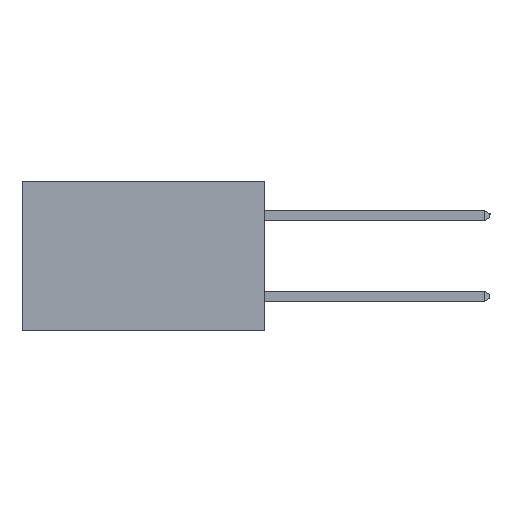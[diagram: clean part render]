
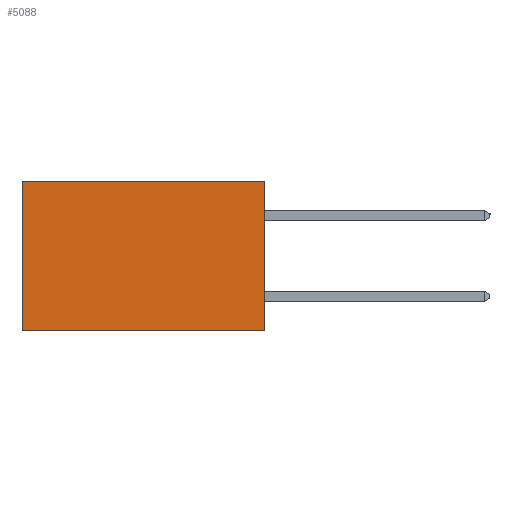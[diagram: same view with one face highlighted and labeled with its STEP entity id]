
A CAD part, left-side view. The second image highlights one B-rep face of the part: STEP entity #5088.
In plain terms, the highlighted planar face has unit normal (-1, 0, 0).
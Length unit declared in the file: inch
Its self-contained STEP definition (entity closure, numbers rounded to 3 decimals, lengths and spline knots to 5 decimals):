
#497 = DIRECTION ( 'NONE',  ( 0., 0., -1. ) ) ;
#528 = EDGE_CURVE ( 'NONE', #9525, #2493, #13698, .T. ) ;
#600 = EDGE_CURVE ( 'NONE', #11549, #1315, #14531, .T. ) ;
#1315 = VERTEX_POINT ( 'NONE', #10914 ) ;
#1529 = EDGE_CURVE ( 'NONE', #1315, #2493, #11132, .T. ) ;
#2065 = LINE ( 'NONE', #14226, #12261 ) ;
#2277 = DIRECTION ( 'NONE',  ( 0., 1., 0. ) ) ;
#2493 = VERTEX_POINT ( 'NONE', #2934 ) ;
#2854 = EDGE_LOOP ( 'NONE', ( #13729, #4075, #4644, #9144 ) ) ;
#2934 = CARTESIAN_POINT ( 'NONE',  ( 0.298, 0.6, -0.37 ) ) ;
#3954 = FACE_OUTER_BOUND ( 'NONE', #2854, .T. ) ;
#4075 = ORIENTED_EDGE ( 'NONE', *, *, #528, .F. ) ;
#4105 = VECTOR ( 'NONE', #2277, 39.37008 ) ;
#4644 = ORIENTED_EDGE ( 'NONE', *, *, #13462, .F. ) ;
#5088 = ADVANCED_FACE ( 'NONE', ( #3954 ), #14621, .F. ) ;
#5467 = DIRECTION ( 'NONE',  ( 0., 1., 0. ) ) ;
#9144 = ORIENTED_EDGE ( 'NONE', *, *, #600, .T. ) ;
#9361 = CARTESIAN_POINT ( 'NONE',  ( 0.298, 0., 0. ) ) ;
#9525 = VERTEX_POINT ( 'NONE', #12340 ) ;
#10751 = VECTOR ( 'NONE', #14814, 39.37008 ) ;
#10757 = DIRECTION ( 'NONE',  ( 0., 0., -1. ) ) ;
#10914 = CARTESIAN_POINT ( 'NONE',  ( 0.298, 0.6, 0. ) ) ;
#11132 = LINE ( 'NONE', #12988, #10751 ) ;
#11544 = VECTOR ( 'NONE', #5467, 39.37008 ) ;
#11549 = VERTEX_POINT ( 'NONE', #9361 ) ;
#11993 = AXIS2_PLACEMENT_3D ( 'NONE', #13931, #13157, #497 ) ;
#12261 = VECTOR ( 'NONE', #10757, 39.37008 ) ;
#12297 = CARTESIAN_POINT ( 'NONE',  ( 0.298, 0., -0.37 ) ) ;
#12340 = CARTESIAN_POINT ( 'NONE',  ( 0.298, 0., -0.37 ) ) ;
#12988 = CARTESIAN_POINT ( 'NONE',  ( 0.298, 0.6, 0. ) ) ;
#13157 = DIRECTION ( 'NONE',  ( 1., 0., 0. ) ) ;
#13462 = EDGE_CURVE ( 'NONE', #11549, #9525, #2065, .T. ) ;
#13698 = LINE ( 'NONE', #12297, #4105 ) ;
#13729 = ORIENTED_EDGE ( 'NONE', *, *, #1529, .T. ) ;
#13931 = CARTESIAN_POINT ( 'NONE',  ( 0.298, 0., 0. ) ) ;
#14226 = CARTESIAN_POINT ( 'NONE',  ( 0.298, 0., 0. ) ) ;
#14349 = CARTESIAN_POINT ( 'NONE',  ( 0.298, 0., 0. ) ) ;
#14531 = LINE ( 'NONE', #14349, #11544 ) ;
#14621 = PLANE ( 'NONE',  #11993 ) ;
#14814 = DIRECTION ( 'NONE',  ( 0., 0., -1. ) ) ;
